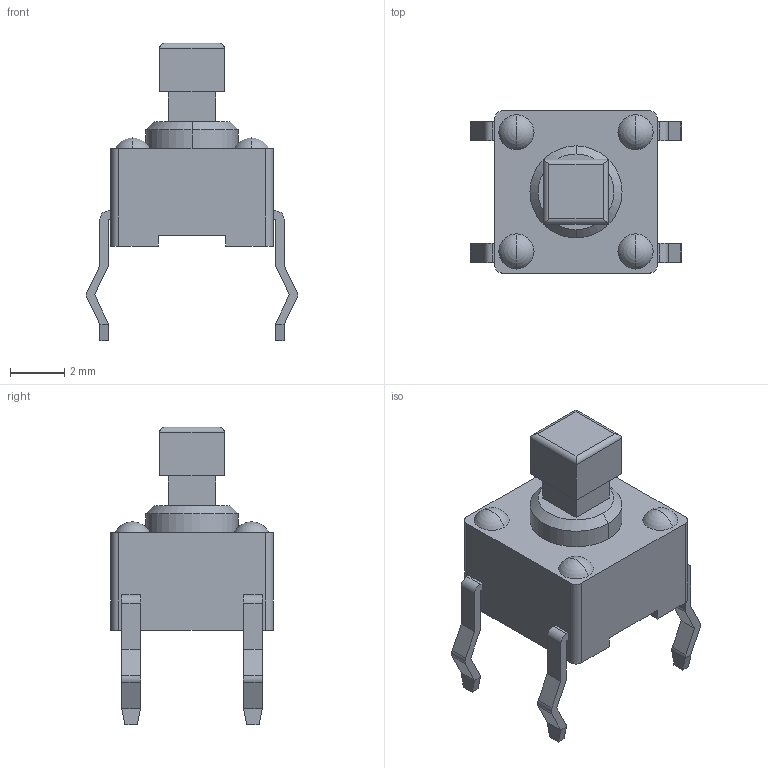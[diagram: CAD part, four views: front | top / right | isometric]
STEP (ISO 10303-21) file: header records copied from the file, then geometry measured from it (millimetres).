
FILE_DESCRIPTION((''),'2;1');
FILE_NAME('C-1825967-1','2018-09-07T',('workeradm'),('TE Connectivity Ltd.'),'CREO PARAMETRIC BY PTC INC, 2016050','CREO PARAMETRIC BY PTC INC, 2016050','');
FILE_SCHEMA(('AUTOMOTIVE_DESIGN { 1 0 10303 214 1 1 1 1 }'));
Length unit declared in the file: millimetre
Products named in the file (1): C-1825967-1
Bounding box: 7.8 x 6 x 11 mm (x, y, z)
Volume: 151 mm3; surface area: 239.1 mm2
Topology: 1 solids, 1 shells, 117 faces, 302 edges, 190 vertices
Faces by surface type: plane 81, cylinder 26, sphere 8, cone 2
Entity records: 3674 total; most frequent: CARTESIAN_POINT 643, ORIENTED_EDGE 588, DIRECTION 586, EDGE_CURVE 294, VECTOR 228, LINE 228, VERTEX_POINT 190, AXIS2_PLACEMENT_3D 179
